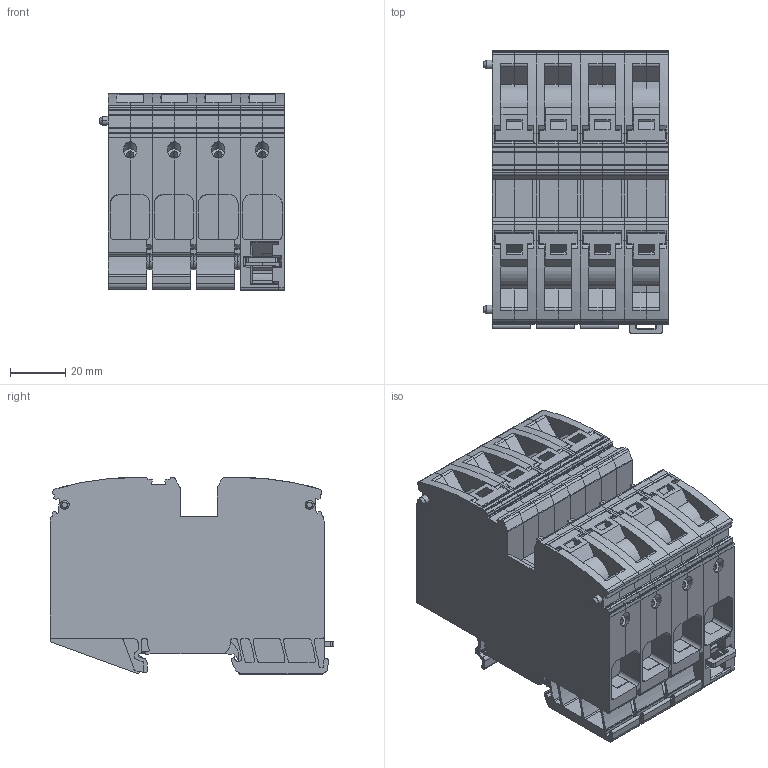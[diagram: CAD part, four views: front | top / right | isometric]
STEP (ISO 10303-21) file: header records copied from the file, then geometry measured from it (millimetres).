
FILE_DESCRIPTION(('CATIA V5 STEP Exchange','CAx-IF Rec.Pracs.--- Model Styling and Organization---1.5--- 2016-08-15','CAx-IF Rec.Pracs.---Supplemental Geometry---1.0---2011-11-01','CAx-IF Rec.Pracs.--- Composite Materials ---1.1---2010-07-15'),'2;1');
FILE_NAME ('357054-2_4', '2025-09-22T05:31:52+00:00', ('none'), ('Weidmueller'), 'CATIA Version 5-6 Release 2024 SP4', 'CATIA V5 STEP AP214 v3', 'none');
FILE_SCHEMA(('AUTOMOTIVE_DESIGN { 1 0 10303 214 1 1 1 1 }'));
Products named in the file (1): 2552120000
Bounding box: 67 x 102.92 x 71.5 mm (x, y, z)
Volume: 352118.1 mm3; surface area: 145336.2 mm2
Topology: 20 solids, 26 shells, 2717 faces, 8160 edges, 5527 vertices
Faces by surface type: plane 1812, cylinder 819, cone 44, extrusion 32, bspline 9, torus 1
Entity records: 90789 total; most frequent: CARTESIAN_POINT 20233, ORIENTED_EDGE 16320, DIRECTION 11968, EDGE_CURVE 8160, VECTOR 6176, LINE 6144, VERTEX_POINT 5527, AXIS2_PLACEMENT_3D 3664
